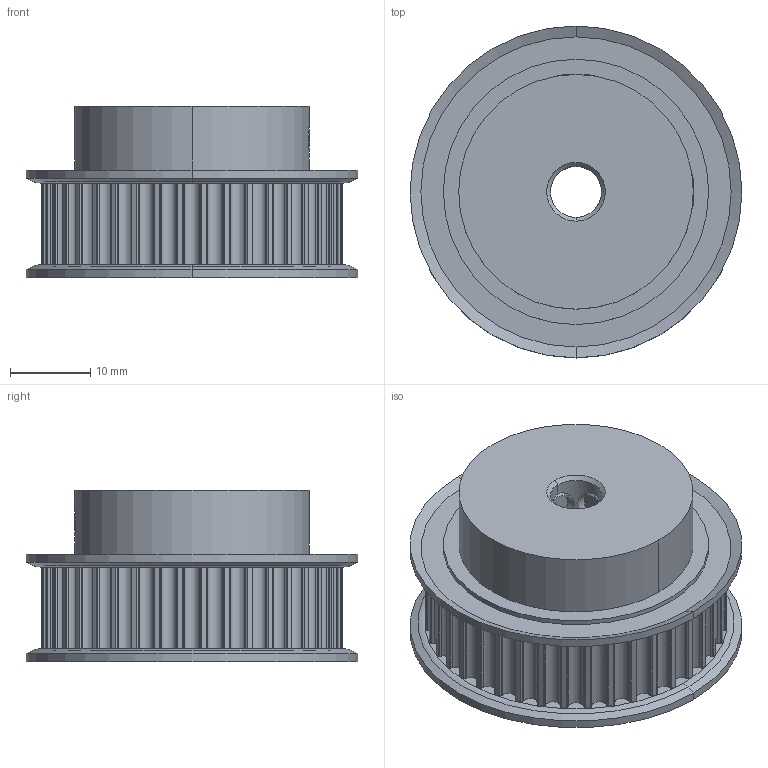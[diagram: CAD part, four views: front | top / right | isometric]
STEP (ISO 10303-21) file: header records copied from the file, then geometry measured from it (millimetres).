
FILE_DESCRIPTION((''),'2;1');
FILE_NAME('32','2020-02-08T',('SYSTEM'),(''),'PRO/ENGINEER BY PARAMETRIC TECHNOLOGY CORPORATION, 2016360','PRO/ENGINEER BY PARAMETRIC TECHNOLOGY CORPORATION, 2016360','');
FILE_SCHEMA(('AUTOMOTIVE_DESIGN { 1 0 10303 214 1 1 1 1 }'));
Length unit declared in the file: inch
Products named in the file (1): 32
Bounding box: 41.3 x 41.3 x 21.32 mm (x, y, z)
Volume: 18776.9 mm3; surface area: 6591.9 mm2
Topology: 1 solids, 1 shells, 309 faces, 878 edges, 580 vertices
Faces by surface type: cylinder 260, plane 25, cone 20, torus 4
Entity records: 10896 total; most frequent: CARTESIAN_POINT 2149, DIRECTION 2038, ORIENTED_EDGE 1756, EDGE_CURVE 878, AXIS2_PLACEMENT_3D 859, VERTEX_POINT 580, CIRCLE 550, VECTOR 320
